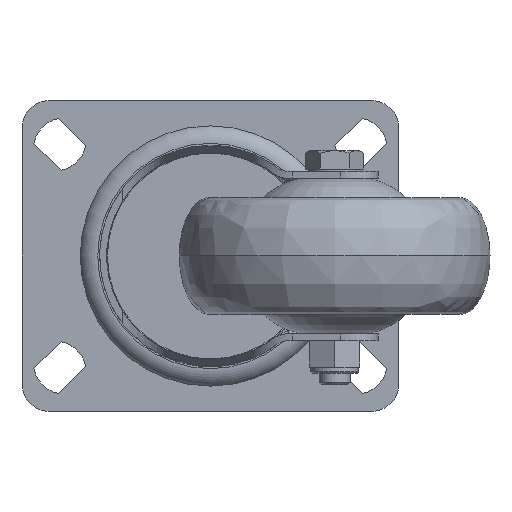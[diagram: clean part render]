
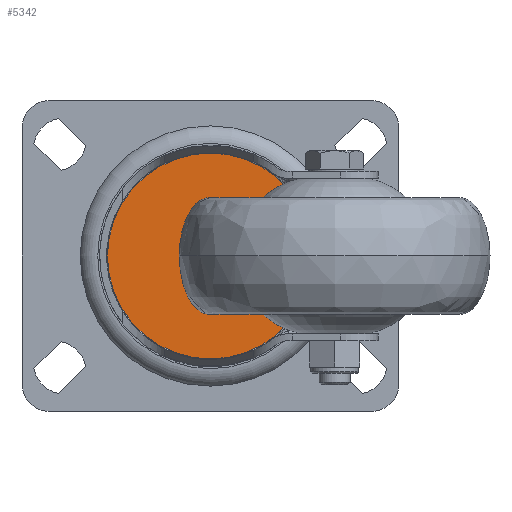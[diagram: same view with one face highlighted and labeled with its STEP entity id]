
A CAD part, front view. The second image highlights one B-rep face of the part: STEP entity #5342.
In plain terms, the highlighted planar face has unit normal (0, -1, 0).
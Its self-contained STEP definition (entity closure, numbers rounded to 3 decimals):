
#260 = FACE_OUTER_BOUND ( 'NONE', #4455, .T. ) ;
#497 = VERTEX_POINT ( 'NONE', #2371 ) ;
#1264 = CARTESIAN_POINT ( 'NONE',  ( 2.954, 20.189, 0. ) ) ;
#1265 = DIRECTION ( 'NONE',  ( 0., 1., 0. ) ) ;
#1266 = DIRECTION ( 'NONE',  ( 0., 0., 1. ) ) ;
#1903 = PLANE ( 'NONE',  #4041 ) ;
#1904 = CARTESIAN_POINT ( 'NONE',  ( 2.954, 20.189, 0. ) ) ;
#1905 = DIRECTION ( 'NONE',  ( 0., 1., 0. ) ) ;
#1906 = DIRECTION ( 'NONE',  ( 0., 0., 1. ) ) ;
#2371 = CARTESIAN_POINT ( 'NONE',  ( 2.954, 20.189, 26.5 ) ) ;
#3569 = CIRCLE ( 'NONE', #3583, 26.5 ) ;
#3583 = AXIS2_PLACEMENT_3D ( 'NONE', #1264, #1265, #1266 ) ;
#3736 = EDGE_CURVE ( 'NONE', #497, #497, #3569, .T. ) ;
#4041 = AXIS2_PLACEMENT_3D ( 'NONE', #1904, #1905, #1906 ) ;
#4455 = EDGE_LOOP ( 'NONE', ( #4918 ) ) ;
#4918 = ORIENTED_EDGE ( 'NONE', *, *, #3736, .F. ) ;
#5342 = ADVANCED_FACE ( 'NONE', ( #260 ), #1903, .F. ) ;
